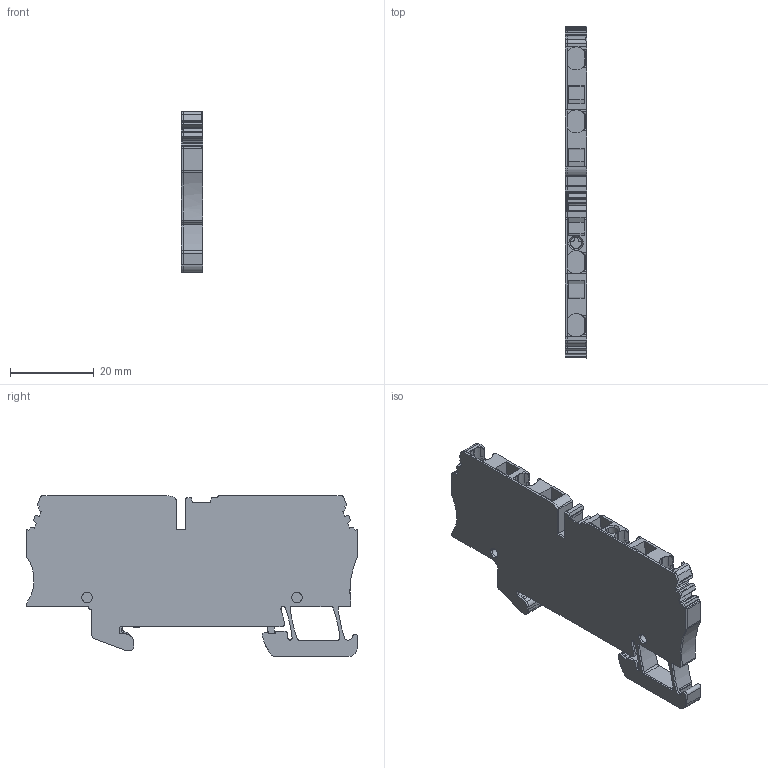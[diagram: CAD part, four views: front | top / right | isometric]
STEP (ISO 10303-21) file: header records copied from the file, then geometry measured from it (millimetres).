
FILE_DESCRIPTION(('CATIA V5 STEP Exchange','CAx-IF Rec.Pracs.--- Model Styling and Organization---1.5--- 2016-08-15','CAx-IF Rec.Pracs.---Supplemental Geometry---1.0---2011-11-01','CAx-IF Rec.Pracs.--- Composite Materials ---1.1---2010-07-15'),'2;1');
FILE_NAME ('016989-5_2', '2025-07-23T06:29:50+00:00', ('none'), ('Weidmueller'), 'CATIA Version 5-6 Release 2024 SP4', 'CATIA V5 STEP AP214 v3', 'none');
FILE_SCHEMA(('AUTOMOTIVE_DESIGN { 1 0 10303 214 1 1 1 1 }'));
Length unit declared in the file: millimetre
Products named in the file (1): 1608660000
Bounding box: 5.11 x 79.05 x 38.35 mm (x, y, z)
Volume: 10873.5 mm3; surface area: 11962 mm2
Topology: 1 solids, 1 shells, 545 faces, 1612 edges, 1080 vertices
Faces by surface type: plane 328, cylinder 201, extrusion 9, cone 6, torus 1
Entity records: 18187 total; most frequent: CARTESIAN_POINT 3961, ORIENTED_EDGE 3224, DIRECTION 2381, EDGE_CURVE 1612, VECTOR 1168, LINE 1159, VERTEX_POINT 1080, AXIS2_PLACEMENT_3D 780
